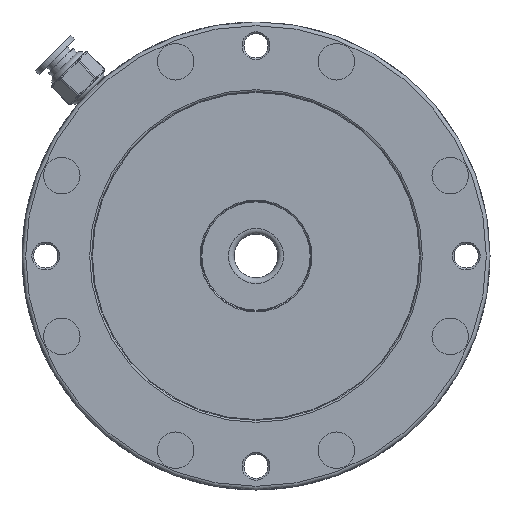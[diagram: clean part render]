
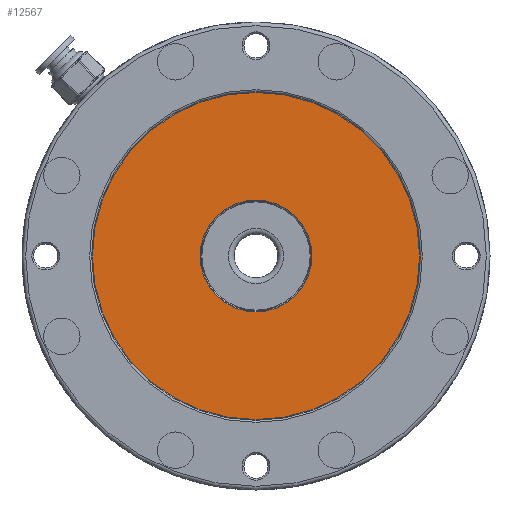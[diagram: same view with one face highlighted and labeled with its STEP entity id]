
A CAD part, left-side view. The second image highlights one B-rep face of the part: STEP entity #12567.
In plain terms, the highlighted planar face has unit normal (-1, 0, 0).
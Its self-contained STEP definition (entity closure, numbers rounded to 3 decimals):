
#800 = AXIS2_PLACEMENT_3D ( 'NONE', #16030, #27304, #9160 ) ;
#3072 = CIRCLE ( 'NONE', #8528, 15.3 ) ;
#5772 = ORIENTED_EDGE ( 'NONE', *, *, #25212, .T. ) ;
#6741 = CIRCLE ( 'NONE', #10574, 44.75 ) ;
#8500 = FACE_OUTER_BOUND ( 'NONE', #10651, .T. ) ;
#8528 = AXIS2_PLACEMENT_3D ( 'NONE', #12741, #11201, #18563 ) ;
#9160 = DIRECTION ( 'NONE',  ( 0., 0., -1. ) ) ;
#10574 = AXIS2_PLACEMENT_3D ( 'NONE', #28764, #12980, #23268 ) ;
#10651 = EDGE_LOOP ( 'NONE', ( #5772 ) ) ;
#11049 = CARTESIAN_POINT ( 'NONE',  ( 3.9, 0., -44.75 ) ) ;
#11201 = DIRECTION ( 'NONE',  ( 1., 0., 0. ) ) ;
#12567 = ADVANCED_FACE ( 'NONE', ( #21513, #8500 ), #26307, .F. ) ;
#12741 = CARTESIAN_POINT ( 'NONE',  ( 3.9, 0., 0. ) ) ;
#12980 = DIRECTION ( 'NONE',  ( -1., 0., 0. ) ) ;
#15883 = ORIENTED_EDGE ( 'NONE', *, *, #32081, .T. ) ;
#16030 = CARTESIAN_POINT ( 'NONE',  ( 3.9, 15.05, 0. ) ) ;
#18563 = DIRECTION ( 'NONE',  ( 0., 0., -1. ) ) ;
#18626 = EDGE_LOOP ( 'NONE', ( #15883 ) ) ;
#21513 = FACE_BOUND ( 'NONE', #18626, .T. ) ;
#23268 = DIRECTION ( 'NONE',  ( 0., 0., -1. ) ) ;
#25212 = EDGE_CURVE ( 'NONE', #29548, #29548, #6741, .T. ) ;
#26307 = PLANE ( 'NONE',  #800 ) ;
#27304 = DIRECTION ( 'NONE',  ( 1., 0., 0. ) ) ;
#28764 = CARTESIAN_POINT ( 'NONE',  ( 3.9, 0., 0. ) ) ;
#29403 = CARTESIAN_POINT ( 'NONE',  ( 3.9, 0., -15.3 ) ) ;
#29548 = VERTEX_POINT ( 'NONE', #11049 ) ;
#29888 = VERTEX_POINT ( 'NONE', #29403 ) ;
#32081 = EDGE_CURVE ( 'NONE', #29888, #29888, #3072, .T. ) ;
